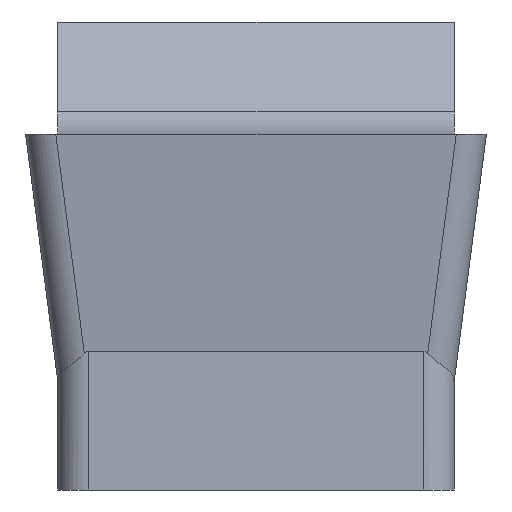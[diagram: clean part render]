
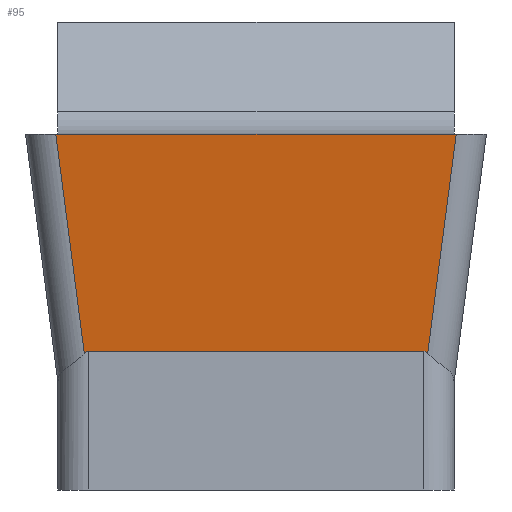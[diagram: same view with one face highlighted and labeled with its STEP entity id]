
A CAD part, front view. The second image highlights one B-rep face of the part: STEP entity #95.
In plain terms, the highlighted planar face has unit normal (0, -0.993, -0.122).
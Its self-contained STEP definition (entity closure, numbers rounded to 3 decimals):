
#63=ELLIPSE('',#718,3.282,0.4);
#64=ELLIPSE('',#721,3.282,0.4);
#95=ADVANCED_FACE('HEAD_NEUTRAL_UDF_SU2',(#149),#121,.F.);
#121=PLANE('',#750);
#149=FACE_OUTER_BOUND('',#183,.T.);
#183=EDGE_LOOP('',(#333,#334,#335,#336,#337,#338));
#333=ORIENTED_EDGE('',*,*,#468,.F.);
#334=ORIENTED_EDGE('',*,*,#537,.T.);
#335=ORIENTED_EDGE('',*,*,#526,.F.);
#336=ORIENTED_EDGE('',*,*,#538,.T.);
#337=ORIENTED_EDGE('',*,*,#471,.F.);
#338=ORIENTED_EDGE('',*,*,#463,.T.);
#397=VERTEX_POINT('',#1006);
#398=VERTEX_POINT('',#1007);
#401=VERTEX_POINT('',#1030);
#404=VERTEX_POINT('',#1038);
#446=VERTEX_POINT('',#1221);
#447=VERTEX_POINT('',#1223);
#463=EDGE_CURVE('',#397,#398,#553,.T.);
#468=EDGE_CURVE('',#401,#398,#63,.T.);
#471=EDGE_CURVE('',#397,#404,#64,.T.);
#526=EDGE_CURVE('',#446,#447,#592,.T.);
#537=EDGE_CURVE('',#401,#447,#599,.T.);
#538=EDGE_CURVE('',#446,#404,#600,.T.);
#553=LINE('',#1005,#613);
#592=LINE('',#1222,#652);
#599=LINE('',#1276,#659);
#600=LINE('',#1277,#660);
#613=VECTOR('',#786,1.);
#652=VECTOR('',#877,1.);
#659=VECTOR('',#898,1.);
#660=VECTOR('',#899,1.);
#718=AXIS2_PLACEMENT_3D('',#1032,#792,#793);
#721=AXIS2_PLACEMENT_3D('',#1037,#799,#800);
#750=AXIS2_PLACEMENT_3D('',#1278,#900,#901);
#786=DIRECTION('',(1.,0.,0.));
#792=DIRECTION('',(0.,-0.993,-0.122));
#793=DIRECTION('',(0.,0.122,-0.993));
#799=DIRECTION('',(0.,-0.993,-0.122));
#800=DIRECTION('',(0.,-0.122,0.993));
#877=DIRECTION('',(1.,0.,0.));
#898=DIRECTION('',(0.128,-0.121,0.984));
#899=DIRECTION('',(0.128,0.121,-0.984));
#900=DIRECTION('',(0.,0.993,0.122));
#901=DIRECTION('',(1.,0.,0.));
#1005=CARTESIAN_POINT('',(0.,0.54,-2.851));
#1006=CARTESIAN_POINT('',(-2.2,0.54,-2.851));
#1007=CARTESIAN_POINT('',(2.2,0.54,-2.851));
#1030=CARTESIAN_POINT('',(2.253,0.544,-2.88));
#1032=CARTESIAN_POINT('',(2.2,0.94,-6.108));
#1037=CARTESIAN_POINT('',(-2.2,0.94,-6.108));
#1038=CARTESIAN_POINT('',(-2.253,0.544,-2.88));
#1221=CARTESIAN_POINT('',(-2.628,0.19,0.));
#1222=CARTESIAN_POINT('',(0.,0.19,0.));
#1223=CARTESIAN_POINT('',(2.628,0.19,0.));
#1276=CARTESIAN_POINT('',(2.585,0.231,-0.331));
#1277=CARTESIAN_POINT('',(-2.585,0.231,-0.331));
#1278=CARTESIAN_POINT('',(0.,0.19,0.));
